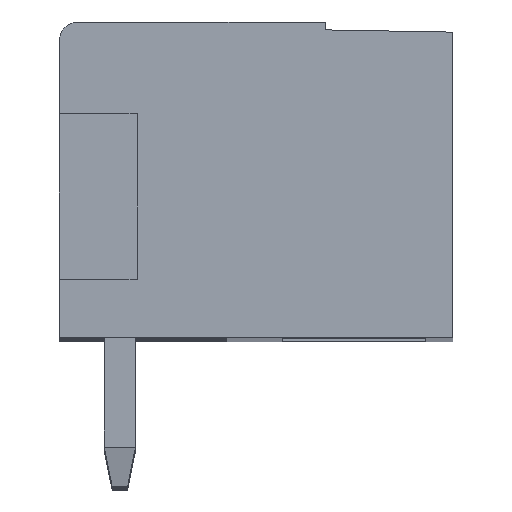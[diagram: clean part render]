
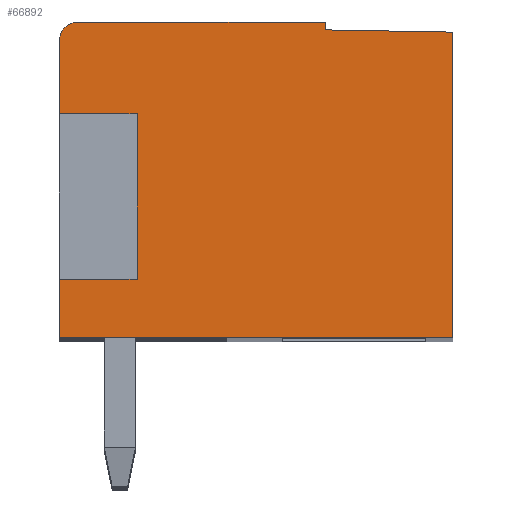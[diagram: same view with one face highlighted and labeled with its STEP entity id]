
A CAD part, top view. The second image highlights one B-rep face of the part: STEP entity #66892.
In plain terms, the highlighted planar face has unit normal (0, 0, 1).
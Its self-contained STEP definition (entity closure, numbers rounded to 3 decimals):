
#581=DIRECTION('',(-1.,0.,0.));
#582=VECTOR('',#581,6.326);
#583=CARTESIAN_POINT('',(-13.889,8.199,168.212));
#584=LINE('',#583,#582);
#24050=DIRECTION('',(0.,-1.,0.));
#24051=VECTOR('',#24050,7.84);
#24052=CARTESIAN_POINT('',(-10.615,7.94,
168.212));
#24053=LINE('',#24052,#24051);
#24054=DIRECTION('',(-1.,0.,0.));
#24055=VECTOR('',#24054,10.1);
#24056=CARTESIAN_POINT('',(-10.615,0.099,
168.212));
#24057=LINE('',#24056,#24055);
#24058=DIRECTION('',(0.,1.,0.));
#24059=VECTOR('',#24058,1.5);
#24060=CARTESIAN_POINT('',(-20.715,0.099,
168.212));
#24061=LINE('',#24060,#24059);
#24062=DIRECTION('',(1.,0.,0.));
#24063=VECTOR('',#24062,2.);
#24064=CARTESIAN_POINT('',(-20.715,1.599,
168.212));
#24065=LINE('',#24064,#24063);
#24066=DIRECTION('',(0.,1.,0.));
#24067=VECTOR('',#24066,1.85);
#24068=CARTESIAN_POINT('',(-20.715,5.849,
168.212));
#24069=LINE('',#24068,#24067);
#24070=CARTESIAN_POINT('',(-20.215,7.699,
168.212));
#24071=DIRECTION('',(0.,0.,-1.));
#24072=DIRECTION('',(-1.,0.,0.));
#24073=AXIS2_PLACEMENT_3D('',#24070,#24071,#24072);
#24075=DIRECTION('',(0.,-1.,0.));
#24076=VECTOR('',#24075,0.202);
#24077=CARTESIAN_POINT('',(-13.889,8.199,
168.212));
#24078=LINE('',#24077,#24076);
#24079=DIRECTION('',(1.,-0.017,0.));
#24080=VECTOR('',#24079,3.274);
#24081=CARTESIAN_POINT('',(-13.889,7.997,
168.212));
#24082=LINE('',#24081,#24080);
#24111=DIRECTION('',(1.,0.,0.));
#24112=VECTOR('',#24111,2.);
#24113=CARTESIAN_POINT('',(-20.715,5.849,
168.212));
#24114=LINE('',#24113,#24112);
#24119=DIRECTION('',(0.,-1.,0.));
#24120=VECTOR('',#24119,4.25);
#24121=CARTESIAN_POINT('',(-18.715,5.849,
168.212));
#24122=LINE('',#24121,#24120);
#24123=CARTESIAN_POINT('',(-10.615,7.94,
168.212));
#24124=CARTESIAN_POINT('',(-10.615,0.099,
168.212));
#24125=VERTEX_POINT('',#24123);
#24126=VERTEX_POINT('',#24124);
#24359=CARTESIAN_POINT('',(-20.715,5.849,
168.212));
#24360=CARTESIAN_POINT('',(-20.715,7.699,
168.212));
#24361=VERTEX_POINT('',#24359);
#24362=VERTEX_POINT('',#24360);
#24367=CARTESIAN_POINT('',(-20.715,1.599,
168.212));
#24368=VERTEX_POINT('',#24367);
#24369=CARTESIAN_POINT('',(-20.715,0.099,
168.212));
#24370=VERTEX_POINT('',#24369);
#24399=CARTESIAN_POINT('',(-20.215,8.199,
168.212));
#24400=VERTEX_POINT('',#24399);
#24401=CARTESIAN_POINT('',(-13.889,8.199,
168.212));
#24402=VERTEX_POINT('',#24401);
#24403=CARTESIAN_POINT('',(-13.889,7.997,
168.212));
#24404=VERTEX_POINT('',#24403);
#24405=CARTESIAN_POINT('',(-18.715,1.599,
168.212));
#24406=VERTEX_POINT('',#24405);
#24407=CARTESIAN_POINT('',(-18.715,5.849,
168.212));
#24408=VERTEX_POINT('',#24407);
#66871=CARTESIAN_POINT('',(-10.615,0.099,
168.212));
#66872=DIRECTION('',(0.,0.,-1.));
#66873=DIRECTION('',(0.,1.,0.));
#66874=AXIS2_PLACEMENT_3D('',#66871,#66872,#66873);
#66875=PLANE('',#66874);
#66876=ORIENTED_EDGE('',*,*,#31553,.T.);
#66877=ORIENTED_EDGE('',*,*,#34434,.T.);
#66878=ORIENTED_EDGE('',*,*,#32158,.T.);
#66880=ORIENTED_EDGE('',*,*,#66879,.T.);
#66882=ORIENTED_EDGE('',*,*,#66881,.F.);
#66884=ORIENTED_EDGE('',*,*,#66883,.F.);
#66885=ORIENTED_EDGE('',*,*,#32150,.T.);
#66886=ORIENTED_EDGE('',*,*,#32115,.T.);
#66887=ORIENTED_EDGE('',*,*,#32100,.F.);
#66888=ORIENTED_EDGE('',*,*,#32085,.T.);
#66889=ORIENTED_EDGE('',*,*,#32070,.T.);
#66890=EDGE_LOOP('',(#66876,#66877,#66878,#66880,#66882,#66884,#66885,#66886,
#66887,#66888,#66889));
#66891=FACE_OUTER_BOUND('',#66890,.F.);
#24074=CIRCLE('',#24073,0.5);
#31553=EDGE_CURVE('',#24125,#24126,#24053,.T.);
#32070=EDGE_CURVE('',#24404,#24125,#24082,.T.);
#32085=EDGE_CURVE('',#24402,#24404,#24078,.T.);
#32100=EDGE_CURVE('',#24402,#24400,#584,.T.);
#32115=EDGE_CURVE('',#24362,#24400,#24074,.T.);
#32150=EDGE_CURVE('',#24361,#24362,#24069,.T.);
#32158=EDGE_CURVE('',#24370,#24368,#24061,.T.);
#34434=EDGE_CURVE('',#24126,#24370,#24057,.T.);
#66879=EDGE_CURVE('',#24368,#24406,#24065,.T.);
#66881=EDGE_CURVE('',#24408,#24406,#24122,.T.);
#66883=EDGE_CURVE('',#24361,#24408,#24114,.T.);
#66892=ADVANCED_FACE('',(#66891),#66875,.F.);
